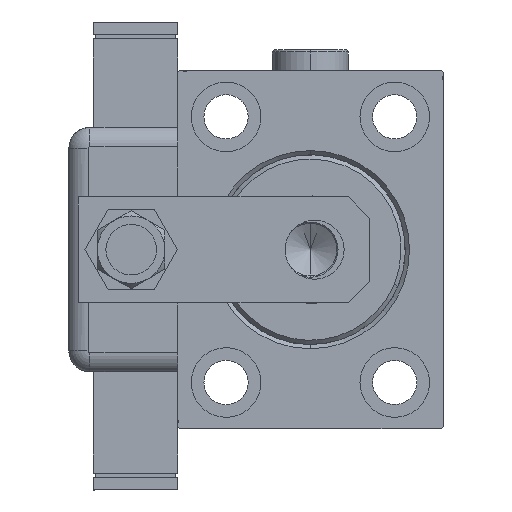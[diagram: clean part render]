
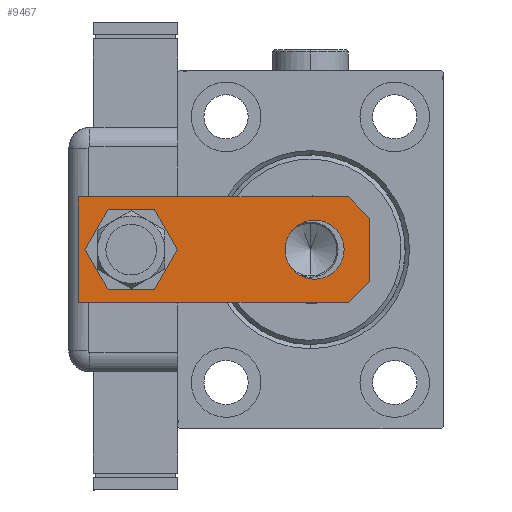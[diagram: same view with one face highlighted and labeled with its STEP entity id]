
A CAD part, left-side view. The second image highlights one B-rep face of the part: STEP entity #9467.
In plain terms, the highlighted face is planar.
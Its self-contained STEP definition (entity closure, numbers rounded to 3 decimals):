
#902 = CARTESIAN_POINT ( 'NONE',  ( -12.5, 5., 0. ) ) ;
#1732 = CARTESIAN_POINT ( 'NONE',  ( 12.5, 5., 0. ) ) ;
#1873 = FACE_BOUND ( 'NONE', #50618, .T. ) ;
#4189 = VECTOR ( 'NONE', #53692, 1000. ) ;
#5979 = VECTOR ( 'NONE', #6346, 1000. ) ;
#6171 = EDGE_LOOP ( 'NONE', ( #19963, #8694, #25413, #11708, #53937, #45484 ) ) ;
#6346 = DIRECTION ( 'NONE',  ( 0., -1., 0. ) ) ;
#8694 = ORIENTED_EDGE ( 'NONE', *, *, #49723, .T. ) ;
#9169 = CARTESIAN_POINT ( 'NONE',  ( -7.5, 0., 0. ) ) ;
#9467 = ADVANCED_FACE ( 'NONE', ( #57374, #11423, #1873 ), #58288, .F. ) ;
#10796 = VERTEX_POINT ( 'NONE', #902 ) ;
#10803 = DIRECTION ( 'NONE',  ( 0., 0., 1. ) ) ;
#10853 = CIRCLE ( 'NONE', #29572, 7. ) ;
#11423 = FACE_BOUND ( 'NONE', #12464, .T. ) ;
#11708 = ORIENTED_EDGE ( 'NONE', *, *, #45536, .F. ) ;
#11709 = VERTEX_POINT ( 'NONE', #12736 ) ;
#12192 = CARTESIAN_POINT ( 'NONE',  ( -7., 13., 0. ) ) ;
#12464 = EDGE_LOOP ( 'NONE', ( #32086, #40123 ) ) ;
#12736 = CARTESIAN_POINT ( 'NONE',  ( -7.5, 0., 0. ) ) ;
#13098 = CARTESIAN_POINT ( 'NONE',  ( 0., 56.5, 0. ) ) ;
#13810 = LINE ( 'NONE', #9169, #44578 ) ;
#14042 = VERTEX_POINT ( 'NONE', #1732 ) ;
#14625 = AXIS2_PLACEMENT_3D ( 'NONE', #29319, #10803, #48127 ) ;
#15009 = DIRECTION ( 'NONE',  ( -0.707, 0.707, 0. ) ) ;
#15784 = DIRECTION ( 'NONE',  ( 1., 0., 0. ) ) ;
#16994 = DIRECTION ( 'NONE',  ( 1., 0., 0. ) ) ;
#17090 = DIRECTION ( 'NONE',  ( 1., 0., 0. ) ) ;
#18194 = CARTESIAN_POINT ( 'NONE',  ( 7., 56.5, 0. ) ) ;
#19963 = ORIENTED_EDGE ( 'NONE', *, *, #58151, .F. ) ;
#20205 = LINE ( 'NONE', #53498, #22766 ) ;
#21312 = LINE ( 'NONE', #53995, #4189 ) ;
#21332 = CARTESIAN_POINT ( 'NONE',  ( 0., 13., 0. ) ) ;
#21380 = CARTESIAN_POINT ( 'NONE',  ( 12.5, 69., 0. ) ) ;
#22568 = CARTESIAN_POINT ( 'NONE',  ( -7., 56.5, 0. ) ) ;
#22766 = VECTOR ( 'NONE', #57807, 1000. ) ;
#22776 = EDGE_CURVE ( 'NONE', #40793, #58482, #31515, .T. ) ;
#24585 = EDGE_CURVE ( 'NONE', #50675, #26798, #10853, .T. ) ;
#25413 = ORIENTED_EDGE ( 'NONE', *, *, #43652, .F. ) ;
#25681 = LINE ( 'NONE', #53751, #41610 ) ;
#26798 = VERTEX_POINT ( 'NONE', #12192 ) ;
#27033 = VERTEX_POINT ( 'NONE', #57458 ) ;
#27286 = DIRECTION ( 'NONE',  ( 1., 0., 0. ) ) ;
#29319 = CARTESIAN_POINT ( 'NONE',  ( 0., 0., 0. ) ) ;
#29534 = CIRCLE ( 'NONE', #36427, 7. ) ;
#29572 = AXIS2_PLACEMENT_3D ( 'NONE', #21332, #59858, #16994 ) ;
#29769 = CARTESIAN_POINT ( 'NONE',  ( -12.5, 69., 0. ) ) ;
#30005 = VECTOR ( 'NONE', #17090, 1000. ) ;
#30516 = EDGE_CURVE ( 'NONE', #14042, #27033, #25681, .T. ) ;
#31004 = LINE ( 'NONE', #57839, #5979 ) ;
#31515 = CIRCLE ( 'NONE', #51202, 7. ) ;
#32076 = CARTESIAN_POINT ( 'NONE',  ( 0., 56.5, 0. ) ) ;
#32086 = ORIENTED_EDGE ( 'NONE', *, *, #42969, .T. ) ;
#35592 = CARTESIAN_POINT ( 'NONE',  ( 7., 13., 0. ) ) ;
#36427 = AXIS2_PLACEMENT_3D ( 'NONE', #13098, #50720, #27286 ) ;
#39826 = ORIENTED_EDGE ( 'NONE', *, *, #24585, .T. ) ;
#39833 = VERTEX_POINT ( 'NONE', #29769 ) ;
#40123 = ORIENTED_EDGE ( 'NONE', *, *, #22776, .T. ) ;
#40472 = CIRCLE ( 'NONE', #60178, 7. ) ;
#40793 = VERTEX_POINT ( 'NONE', #18194 ) ;
#40812 = LINE ( 'NONE', #55928, #30005 ) ;
#41610 = VECTOR ( 'NONE', #45393, 1000. ) ;
#42969 = EDGE_CURVE ( 'NONE', #58482, #40793, #29534, .T. ) ;
#43652 = EDGE_CURVE ( 'NONE', #39833, #10796, #31004, .T. ) ;
#44064 = VERTEX_POINT ( 'NONE', #21380 ) ;
#44578 = VECTOR ( 'NONE', #15009, 1000. ) ;
#44963 = EDGE_CURVE ( 'NONE', #26798, #50675, #40472, .T. ) ;
#45393 = DIRECTION ( 'NONE',  ( -0.707, -0.707, 0. ) ) ;
#45484 = ORIENTED_EDGE ( 'NONE', *, *, #30516, .T. ) ;
#45536 = EDGE_CURVE ( 'NONE', #44064, #39833, #20205, .T. ) ;
#48127 = DIRECTION ( 'NONE',  ( 1., 0., 0. ) ) ;
#48392 = EDGE_CURVE ( 'NONE', #14042, #44064, #21312, .T. ) ;
#48763 = ORIENTED_EDGE ( 'NONE', *, *, #44963, .T. ) ;
#49723 = EDGE_CURVE ( 'NONE', #11709, #10796, #13810, .T. ) ;
#50618 = EDGE_LOOP ( 'NONE', ( #48763, #39826 ) ) ;
#50675 = VERTEX_POINT ( 'NONE', #35592 ) ;
#50720 = DIRECTION ( 'NONE',  ( 0., 0., 1. ) ) ;
#51202 = AXIS2_PLACEMENT_3D ( 'NONE', #32076, #55819, #55518 ) ;
#53498 = CARTESIAN_POINT ( 'NONE',  ( 12.5, 69., 0. ) ) ;
#53692 = DIRECTION ( 'NONE',  ( 0., 1., 0. ) ) ;
#53751 = CARTESIAN_POINT ( 'NONE',  ( 12.5, 5., 0. ) ) ;
#53937 = ORIENTED_EDGE ( 'NONE', *, *, #48392, .F. ) ;
#53995 = CARTESIAN_POINT ( 'NONE',  ( 12.5, 0., 0. ) ) ;
#55518 = DIRECTION ( 'NONE',  ( 1., 0., 0. ) ) ;
#55819 = DIRECTION ( 'NONE',  ( 0., 0., 1. ) ) ;
#55928 = CARTESIAN_POINT ( 'NONE',  ( -12.5, 0., 0. ) ) ;
#57374 = FACE_OUTER_BOUND ( 'NONE', #6171, .T. ) ;
#57458 = CARTESIAN_POINT ( 'NONE',  ( 7.5, 0., 0. ) ) ;
#57807 = DIRECTION ( 'NONE',  ( -1., 0., 0. ) ) ;
#57839 = CARTESIAN_POINT ( 'NONE',  ( -12.5, 69., 0. ) ) ;
#58151 = EDGE_CURVE ( 'NONE', #11709, #27033, #40812, .T. ) ;
#58288 = PLANE ( 'NONE',  #14625 ) ;
#58335 = CARTESIAN_POINT ( 'NONE',  ( 0., 13., 0. ) ) ;
#58482 = VERTEX_POINT ( 'NONE', #22568 ) ;
#58642 = DIRECTION ( 'NONE',  ( 0., 0., 1. ) ) ;
#59858 = DIRECTION ( 'NONE',  ( 0., 0., 1. ) ) ;
#60178 = AXIS2_PLACEMENT_3D ( 'NONE', #58335, #58642, #15784 ) ;
